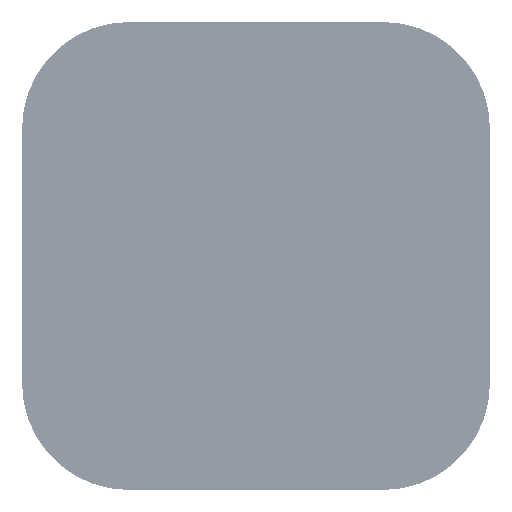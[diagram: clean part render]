
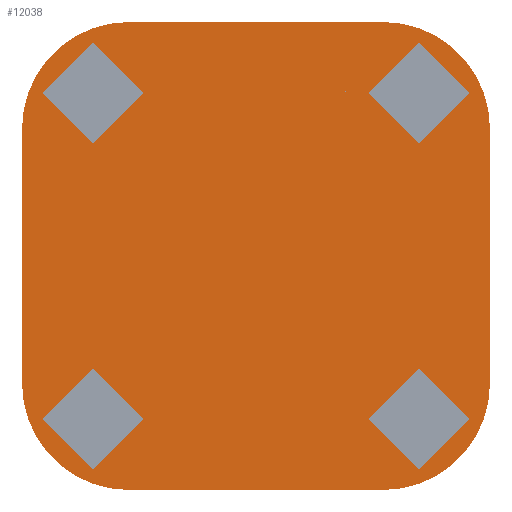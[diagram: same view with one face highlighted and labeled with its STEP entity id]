
A CAD part, front view. The second image highlights one B-rep face of the part: STEP entity #12038.
In plain terms, the highlighted planar face has unit normal (0, -1, 0).
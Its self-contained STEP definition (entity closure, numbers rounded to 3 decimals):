
#1009 = ORIENTED_EDGE ( 'NONE', *, *, #30327, .F. ) ;
#1621 = CARTESIAN_POINT ( 'NONE',  ( -1500., 0., -3580. ) ) ;
#1945 = CIRCLE ( 'NONE', #12787, 1500. ) ;
#2263 = AXIS2_PLACEMENT_3D ( 'NONE', #54277, #88970, #26449 ) ;
#3466 = CARTESIAN_POINT ( 'NONE',  ( 5080., 0., 0. ) ) ;
#5824 = VECTOR ( 'NONE', #24561, 1000. ) ;
#6216 = CARTESIAN_POINT ( 'NONE',  ( 3580., 0., 1500. ) ) ;
#7199 = VERTEX_POINT ( 'NONE', #1621 ) ;
#8733 = CARTESIAN_POINT ( 'NONE',  ( 0., 0., 1500. ) ) ;
#9563 = VERTEX_POINT ( 'NONE', #6216 ) ;
#9695 = ORIENTED_EDGE ( 'NONE', *, *, #75595, .F. ) ;
#10917 = CARTESIAN_POINT ( 'NONE',  ( 0., 0., 0. ) ) ;
#10938 = ORIENTED_EDGE ( 'NONE', *, *, #88478, .F. ) ;
#12038 = ADVANCED_FACE ( 'NONE', ( #25382 ), #19360, .F. ) ;
#12577 = DIRECTION ( 'NONE',  ( 0., 1., 0. ) ) ;
#12787 = AXIS2_PLACEMENT_3D ( 'NONE', #19791, #68695, #26874 ) ;
#13137 = VERTEX_POINT ( 'NONE', #8733 ) ;
#13404 = AXIS2_PLACEMENT_3D ( 'NONE', #10917, #59899, #17927 ) ;
#16757 = CARTESIAN_POINT ( 'NONE',  ( 0., 0., -5080. ) ) ;
#17927 = DIRECTION ( 'NONE',  ( 0., 0., 1. ) ) ;
#19360 = PLANE ( 'NONE',  #2263 ) ;
#19791 = CARTESIAN_POINT ( 'NONE',  ( 3580., 0., 0. ) ) ;
#20619 = VERTEX_POINT ( 'NONE', #52785 ) ;
#21745 = EDGE_CURVE ( 'NONE', #7199, #86577, #60159, .T. ) ;
#22155 = EDGE_LOOP ( 'NONE', ( #10938, #9695, #44997, #52844, #1009, #53913, #81885, #40794 ) ) ;
#22515 = CIRCLE ( 'NONE', #34686, 1500. ) ;
#23807 = EDGE_CURVE ( 'NONE', #63602, #74181, #22515, .T. ) ;
#24561 = DIRECTION ( 'NONE',  ( 1., 0., 0. ) ) ;
#25382 = FACE_OUTER_BOUND ( 'NONE', #22155, .T. ) ;
#26449 = DIRECTION ( 'NONE',  ( 0., 0., 1. ) ) ;
#26874 = DIRECTION ( 'NONE',  ( 0., 0., 1. ) ) ;
#30327 = EDGE_CURVE ( 'NONE', #9563, #20619, #1945, .T. ) ;
#33761 = CARTESIAN_POINT ( 'NONE',  ( 3580., 0., -3580. ) ) ;
#34675 = CIRCLE ( 'NONE', #13404, 1500. ) ;
#34686 = AXIS2_PLACEMENT_3D ( 'NONE', #33761, #82566, #40811 ) ;
#38136 = EDGE_CURVE ( 'NONE', #13137, #9563, #63857, .T. ) ;
#38243 = VECTOR ( 'NONE', #87293, 1000. ) ;
#38453 = VECTOR ( 'NONE', #52435, 1000. ) ;
#39692 = CIRCLE ( 'NONE', #59085, 1500. ) ;
#40794 = ORIENTED_EDGE ( 'NONE', *, *, #21745, .F. ) ;
#40811 = DIRECTION ( 'NONE',  ( 0., 0., 1. ) ) ;
#43774 = VECTOR ( 'NONE', #85097, 1000. ) ;
#44997 = ORIENTED_EDGE ( 'NONE', *, *, #23807, .F. ) ;
#45415 = CARTESIAN_POINT ( 'NONE',  ( 0., 0., 1500. ) ) ;
#46111 = VERTEX_POINT ( 'NONE', #87431 ) ;
#52435 = DIRECTION ( 'NONE',  ( 0., 0., -1. ) ) ;
#52785 = CARTESIAN_POINT ( 'NONE',  ( 5080., 0., 0. ) ) ;
#52844 = ORIENTED_EDGE ( 'NONE', *, *, #66216, .F. ) ;
#53913 = ORIENTED_EDGE ( 'NONE', *, *, #38136, .F. ) ;
#54277 = CARTESIAN_POINT ( 'NONE',  ( 0., 0., -3580. ) ) ;
#54554 = CARTESIAN_POINT ( 'NONE',  ( 0., 0., -3580. ) ) ;
#56032 = CARTESIAN_POINT ( 'NONE',  ( 5080., 0., -3580. ) ) ;
#59085 = AXIS2_PLACEMENT_3D ( 'NONE', #54554, #12577, #61593 ) ;
#59899 = DIRECTION ( 'NONE',  ( 0., 1., 0. ) ) ;
#60159 = LINE ( 'NONE', #63528, #43774 ) ;
#61593 = DIRECTION ( 'NONE',  ( 0., 0., 1. ) ) ;
#63528 = CARTESIAN_POINT ( 'NONE',  ( -1500., 0., -3580. ) ) ;
#63602 = VERTEX_POINT ( 'NONE', #56032 ) ;
#63857 = LINE ( 'NONE', #45415, #5824 ) ;
#66216 = EDGE_CURVE ( 'NONE', #20619, #63602, #73350, .T. ) ;
#68695 = DIRECTION ( 'NONE',  ( 0., 1., 0. ) ) ;
#70252 = EDGE_CURVE ( 'NONE', #86577, #13137, #34675, .T. ) ;
#73350 = LINE ( 'NONE', #3466, #38453 ) ;
#74181 = VERTEX_POINT ( 'NONE', #82522 ) ;
#75385 = LINE ( 'NONE', #16757, #38243 ) ;
#75595 = EDGE_CURVE ( 'NONE', #74181, #46111, #75385, .T. ) ;
#81885 = ORIENTED_EDGE ( 'NONE', *, *, #70252, .F. ) ;
#82522 = CARTESIAN_POINT ( 'NONE',  ( 3580., 0., -5080. ) ) ;
#82566 = DIRECTION ( 'NONE',  ( 0., 1., 0. ) ) ;
#83243 = CARTESIAN_POINT ( 'NONE',  ( -1500., 0., 0. ) ) ;
#85097 = DIRECTION ( 'NONE',  ( 0., 0., 1. ) ) ;
#86577 = VERTEX_POINT ( 'NONE', #83243 ) ;
#87293 = DIRECTION ( 'NONE',  ( -1., 0., 0. ) ) ;
#87431 = CARTESIAN_POINT ( 'NONE',  ( 0., 0., -5080. ) ) ;
#88478 = EDGE_CURVE ( 'NONE', #46111, #7199, #39692, .T. ) ;
#88970 = DIRECTION ( 'NONE',  ( 0., 1., 0. ) ) ;
